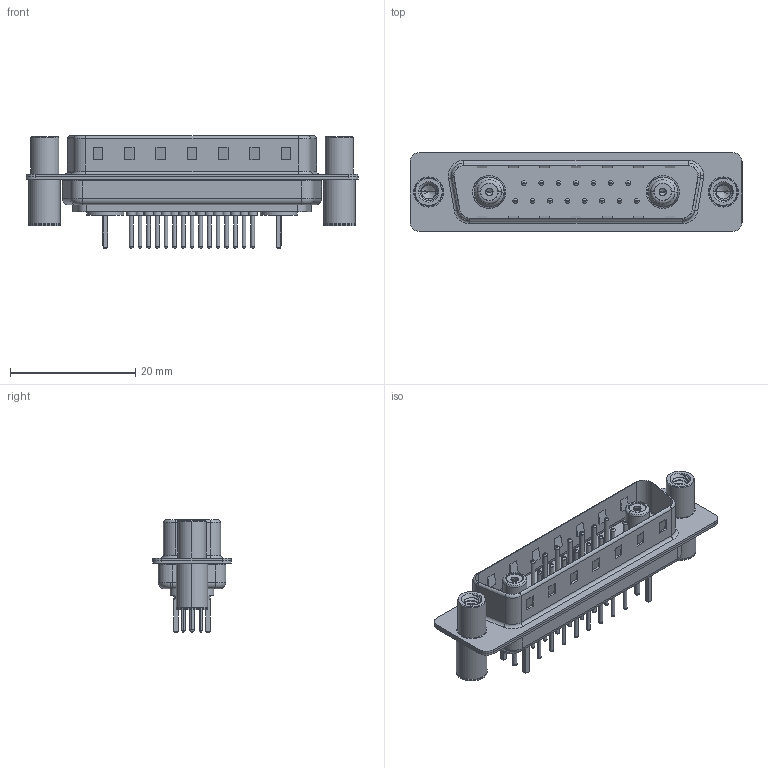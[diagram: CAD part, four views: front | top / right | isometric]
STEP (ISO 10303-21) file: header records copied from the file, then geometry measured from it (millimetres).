
FILE_DESCRIPTION (( 'STEP AP203' ), '1' );
FILE_NAME ('627-17W2224-5T4.STEP', '2019-05-27T21:32:29', ( '' ), ( '' ), 'SwSTEP 2.0', 'SolidWorks 2016', '' );
FILE_SCHEMA (( 'CONFIG_CONTROL_DESIGN' ));
Length unit declared in the file: millimetre
Products named in the file (13): Socket_Str; 627Combo Contact Row 1_24; Co-Ax Jack_Straight PC Tail; 627-17W2224-5T4; 627Combo Shell Rear_25 Contacts; 627Combo Shell Front_25 Contacts; Locking Collar; Co-Ax Jack Assy_S; 627Combo Contact Row 2_24; 627Combo Housing_17W2; Insulator Socket; 627Combo Threaded Standoff and Board Spacer_4; Insulator Socket 2
Assembly tree (27 placements, depth 3):
  627-17W2224-5T4
    627Combo Housing_17W2
    627Combo Shell Rear_25 Contacts
    627Combo Shell Front_25 Contacts
    627Combo Threaded Standoff and Board Spacer_4  x2
    Co-Ax Jack Assy_S  x2
      Co-Ax Jack_Straight PC Tail
      Insulator Socket
      Insulator Socket 2
      Locking Collar
      Socket_Str
    627Combo Contact Row 1_24  x7
    627Combo Contact Row 2_24  x8
Bounding box: 53 x 12.6 x 17.9 mm (x, y, z)
Volume: 3048.8 mm3; surface area: 8126.7 mm2
Topology: 30 solids, 30 shells, 1239 faces, 2791 edges, 1712 vertices
Faces by surface type: cylinder 493, plane 376, torus 302, cone 48, bspline 16, sphere 4
Entity records: 23848 total; most frequent: CARTESIAN_POINT 5759, DIRECTION 3627, ORIENTED_EDGE 3244, EDGE_CURVE 1622, AXIS2_PLACEMENT_3D 1414, VERTEX_POINT 1027, EDGE_LOOP 823, VECTOR 799
